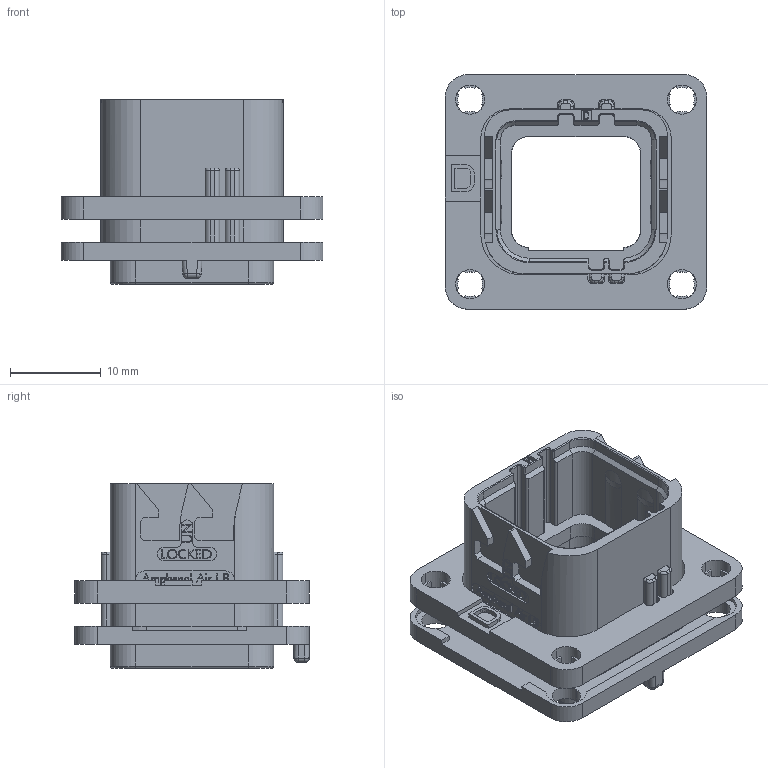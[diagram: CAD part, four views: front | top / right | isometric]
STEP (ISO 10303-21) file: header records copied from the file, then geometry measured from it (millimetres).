
FILE_DESCRIPTION((''),'2;1');
FILE_NAME('SIM2B25D100','2019-09-27T',('presta_be4'),(''),'PRO/ENGINEER BY PARAMETRIC TECHNOLOGY CORPORATION, 2014310','PRO/ENGINEER BY PARAMETRIC TECHNOLOGY CORPORATION, 2014310','');
FILE_SCHEMA(('CONFIG_CONTROL_DESIGN'));
Length unit declared in the file: millimetre
Products named in the file (1): SIM2B25D100
Bounding box: 28.8 x 25.8 x 20.33 mm (x, y, z)
Volume: 3974.8 mm3; surface area: 5244.6 mm2
Topology: 2 solids, 2 shells, 1387 faces, 3818 edges, 2499 vertices
Faces by surface type: plane 628, extrusion 514, cylinder 185, torus 28, sphere 20, cone 8, bspline 4
Entity records: 45789 total; most frequent: CARTESIAN_POINT 12220, ORIENTED_EDGE 7620, DIRECTION 5416, EDGE_CURVE 3810, VECTOR 2824, VERTEX_POINT 2499, LINE 2310, B_SPLINE_CURVE_WITH_KNOTS 1587
